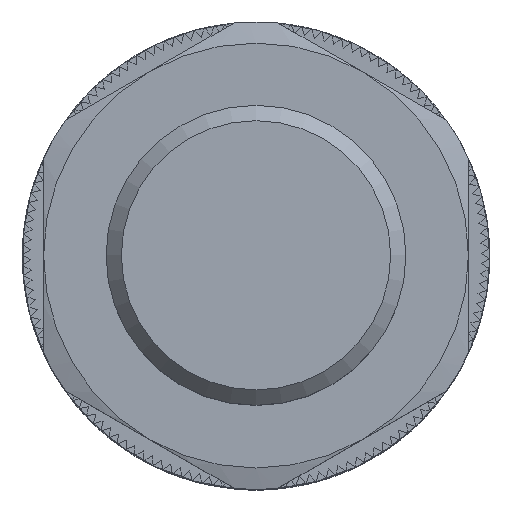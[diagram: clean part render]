
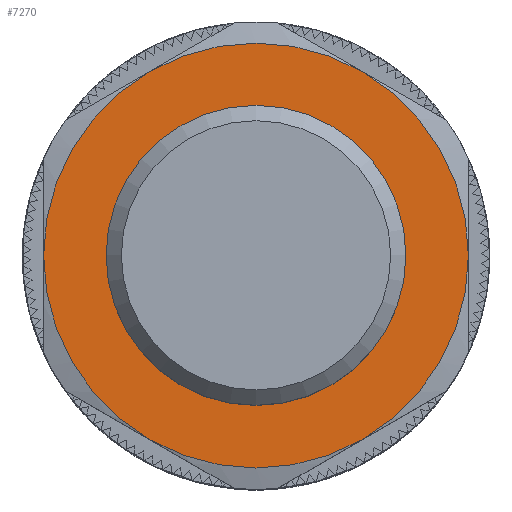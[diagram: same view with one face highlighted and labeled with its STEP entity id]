
A CAD part, top view. The second image highlights one B-rep face of the part: STEP entity #7270.
In plain terms, the highlighted face is planar.
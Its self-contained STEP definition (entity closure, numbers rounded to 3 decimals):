
#1814=PLANE('',#7946);
#2420=CIRCLE('',#7932,8.5);
#2421=CIRCLE('',#7934,8.5);
#2422=CIRCLE('',#7936,8.5);
#2423=CIRCLE('',#7938,8.5);
#2424=CIRCLE('',#7940,8.5);
#2425=CIRCLE('',#7942,8.5);
#2428=CIRCLE('',#7947,6.);
#2976=ORIENTED_EDGE('',*,*,#5077,.F.);
#2977=ORIENTED_EDGE('',*,*,#4787,.T.);
#2978=ORIENTED_EDGE('',*,*,#4785,.T.);
#2979=ORIENTED_EDGE('',*,*,#4781,.T.);
#2980=ORIENTED_EDGE('',*,*,#4779,.T.);
#2981=ORIENTED_EDGE('',*,*,#4793,.T.);
#2982=ORIENTED_EDGE('',*,*,#4790,.T.);
#4779=EDGE_CURVE('',#5838,#5839,#2420,.T.);
#4781=EDGE_CURVE('',#5840,#5838,#2421,.T.);
#4785=EDGE_CURVE('',#5841,#5840,#2422,.T.);
#4787=EDGE_CURVE('',#5842,#5841,#2423,.T.);
#4790=EDGE_CURVE('',#5843,#5842,#2424,.T.);
#4793=EDGE_CURVE('',#5839,#5843,#2425,.T.);
#5077=EDGE_CURVE('',#6126,#6126,#2428,.T.);
#5838=VERTEX_POINT('',#11008);
#5839=VERTEX_POINT('',#11013);
#5840=VERTEX_POINT('',#11021);
#5841=VERTEX_POINT('',#11031);
#5842=VERTEX_POINT('',#11043);
#5843=VERTEX_POINT('',#11054);
#6126=VERTEX_POINT('',#11636);
#6310=EDGE_LOOP('',(#2976));
#6311=EDGE_LOOP('',(#2977,#2978,#2979,#2980,#2981,#2982));
#6790=FACE_BOUND('',#6310,.T.);
#6791=FACE_BOUND('',#6311,.T.);
#7270=ADVANCED_FACE('',(#6790,#6791),#1814,.F.);
#7932=AXIS2_PLACEMENT_3D('',#11014,#8811,#8812);
#7934=AXIS2_PLACEMENT_3D('',#11020,#8815,#8816);
#7936=AXIS2_PLACEMENT_3D('',#11036,#8819,#8820);
#7938=AXIS2_PLACEMENT_3D('',#11042,#8823,#8824);
#7940=AXIS2_PLACEMENT_3D('',#11053,#8827,#8828);
#7942=AXIS2_PLACEMENT_3D('',#11064,#8831,#8832);
#7946=AXIS2_PLACEMENT_3D('',#11634,#9119,#9120);
#7947=AXIS2_PLACEMENT_3D('',#11635,#9121,#9122);
#8811=DIRECTION('',(1.,0.,0.));
#8812=DIRECTION('',(0.,0.,-1.));
#8815=DIRECTION('',(1.,0.,0.));
#8816=DIRECTION('',(0.,0.,-1.));
#8819=DIRECTION('',(1.,0.,0.));
#8820=DIRECTION('',(0.,0.,-1.));
#8823=DIRECTION('',(1.,0.,0.));
#8824=DIRECTION('',(0.,0.,-1.));
#8827=DIRECTION('',(1.,0.,0.));
#8828=DIRECTION('',(0.,0.,-1.));
#8831=DIRECTION('',(1.,0.,0.));
#8832=DIRECTION('',(0.,0.,-1.));
#9119=DIRECTION('',(-1.,0.,0.));
#9120=DIRECTION('',(0.,0.,1.));
#9121=DIRECTION('',(1.,0.,0.));
#9122=DIRECTION('',(0.,0.,-1.));
#11008=CARTESIAN_POINT('',(8.,0.,8.5));
#11013=CARTESIAN_POINT('',(8.,-7.361,4.25));
#11014=CARTESIAN_POINT('',(8.,0.,0.));
#11020=CARTESIAN_POINT('',(8.,0.,0.));
#11021=CARTESIAN_POINT('',(8.,7.361,4.25));
#11031=CARTESIAN_POINT('',(8.,7.361,-4.25));
#11036=CARTESIAN_POINT('',(8.,0.,0.));
#11042=CARTESIAN_POINT('',(8.,0.,0.));
#11043=CARTESIAN_POINT('',(8.,0.,-8.5));
#11053=CARTESIAN_POINT('',(8.,0.,0.));
#11054=CARTESIAN_POINT('',(8.,-7.361,-4.25));
#11064=CARTESIAN_POINT('',(8.,0.,0.));
#11634=CARTESIAN_POINT('',(8.,8.5,0.));
#11635=CARTESIAN_POINT('',(8.,0.,0.));
#11636=CARTESIAN_POINT('',(8.,0.,-6.));
